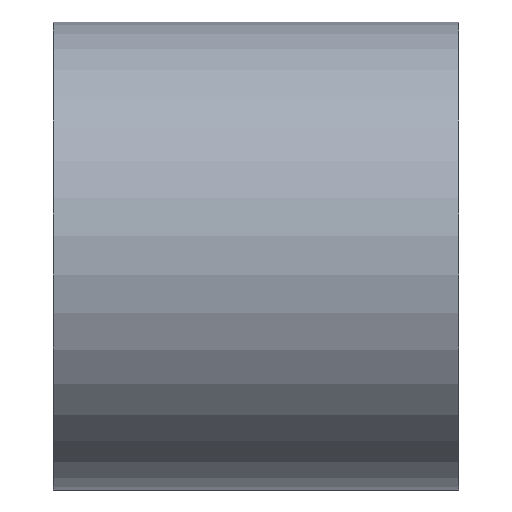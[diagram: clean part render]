
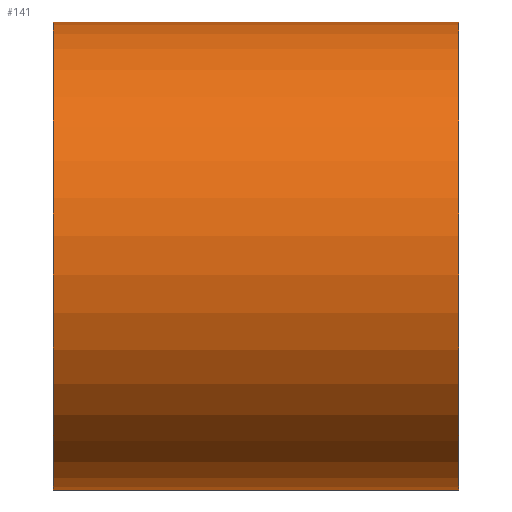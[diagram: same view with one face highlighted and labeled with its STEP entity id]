
A CAD part, top view. The second image highlights one B-rep face of the part: STEP entity #141.
In plain terms, the highlighted cylindrical face has radius 26 mm (diameter 52 mm), a partial arc.
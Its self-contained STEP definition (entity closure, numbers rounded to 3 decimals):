
#16=CYLINDRICAL_SURFACE('',#180,26.);
#18=LINE('',#253,#25);
#23=LINE('',#269,#30);
#25=VECTOR('',#206,10.);
#30=VECTOR('',#225,10.);
#42=FACE_OUTER_BOUND('',#50,.T.);
#50=EDGE_LOOP('',(#125,#126,#127,#128));
#60=CIRCLE('',#174,26.);
#63=CIRCLE('',#181,26.);
#71=VERTEX_POINT('',#250);
#72=VERTEX_POINT('',#252);
#73=VERTEX_POINT('',#256);
#76=VERTEX_POINT('',#267);
#86=EDGE_CURVE('',#72,#71,#18,.T.);
#89=EDGE_CURVE('',#73,#71,#60,.T.);
#94=EDGE_CURVE('',#76,#73,#23,.T.);
#95=EDGE_CURVE('',#76,#72,#63,.T.);
#125=ORIENTED_EDGE('',*,*,#86,.T.);
#126=ORIENTED_EDGE('',*,*,#89,.F.);
#127=ORIENTED_EDGE('',*,*,#94,.F.);
#128=ORIENTED_EDGE('',*,*,#95,.T.);
#141=ADVANCED_FACE('',(#42),#16,.T.);
#174=AXIS2_PLACEMENT_3D('',#258,#211,#212);
#180=AXIS2_PLACEMENT_3D('',#270,#226,#227);
#181=AXIS2_PLACEMENT_3D('',#271,#228,#229);
#206=DIRECTION('',(1.,0.,0.));
#211=DIRECTION('center_axis',(1.,0.,0.));
#212=DIRECTION('ref_axis',(0.,1.,0.));
#225=DIRECTION('',(1.,0.,0.));
#226=DIRECTION('center_axis',(1.,0.,0.));
#227=DIRECTION('ref_axis',(0.,0.,1.));
#228=DIRECTION('center_axis',(1.,0.,0.));
#229=DIRECTION('ref_axis',(0.,1.,0.));
#250=CARTESIAN_POINT('',(45.,-25.999,-0.2));
#252=CARTESIAN_POINT('',(0.,-25.999,-0.2));
#253=CARTESIAN_POINT('',(0.,-25.999,-0.2));
#256=CARTESIAN_POINT('',(45.,25.999,-0.2));
#258=CARTESIAN_POINT('Origin',(45.,0.,0.));
#267=CARTESIAN_POINT('',(0.,25.999,-0.2));
#269=CARTESIAN_POINT('',(0.,25.999,-0.2));
#270=CARTESIAN_POINT('Origin',(0.,0.,0.));
#271=CARTESIAN_POINT('Origin',(0.,0.,0.));
